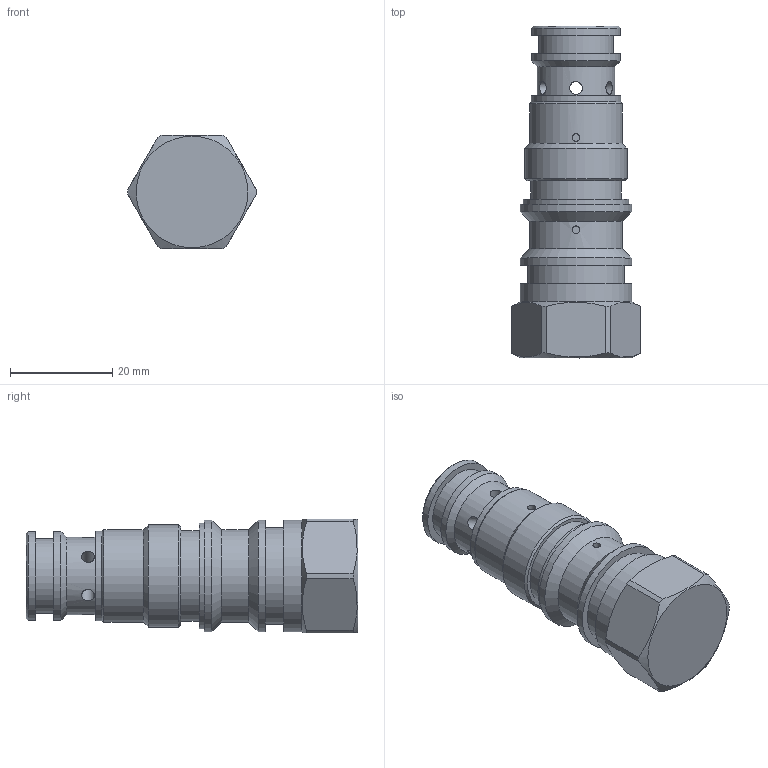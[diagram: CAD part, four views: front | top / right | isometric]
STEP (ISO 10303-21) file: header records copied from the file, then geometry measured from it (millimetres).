
FILE_DESCRIPTION( ( 'Unknown' ), '1' );
FILE_NAME( '4sk30.stp', 'Unknown', ( 'Unknown' ), ( 'Unknown' ), 'XStep 1.0', 'Unknown', ' ' );
FILE_SCHEMA( ( 'CONFIG_CONTROL_DESIGN' ) );
Length unit declared in the file: millimetre
Products named in the file (1): 1
Bounding box: 25.1 x 64.8 x 22.22 mm (x, y, z)
Volume: 17978.3 mm3; surface area: 5871.4 mm2
Topology: 1 solids, 1 shells, 61 faces, 128 edges, 81 vertices
Faces by surface type: cylinder 30, plane 20, cone 11
Full cylindrical faces by diameter (mm): 1.5 x2, 2.5 x6, 6.3 x1, 10.1 x1, 14.65 x1, 15.1 x1, 17.375 x2, 17.4 x1, 17.72 x1, 18.1 x2, 18.95 x1, 20 x1, 20.545 x1, 21.745 x3
Entity records: 2077 total; most frequent: CARTESIAN_POINT 870, DIRECTION 238, ORIENTED_EDGE 178, EDGE_LOOP 120, AXIS2_PLACEMENT_3D 113, EDGE_CURVE 89, FACE_OUTER_BOUND 85, VERTEX_POINT 77
